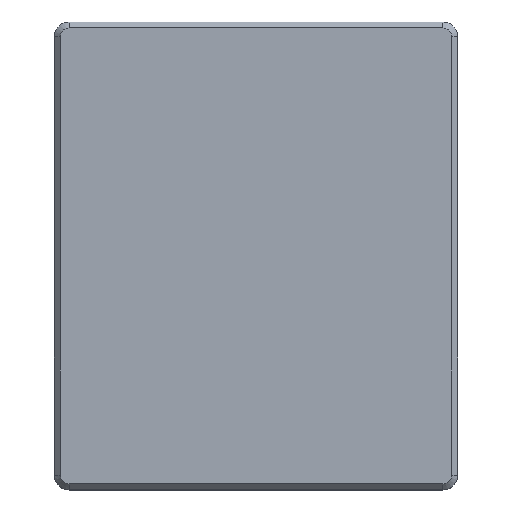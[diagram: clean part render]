
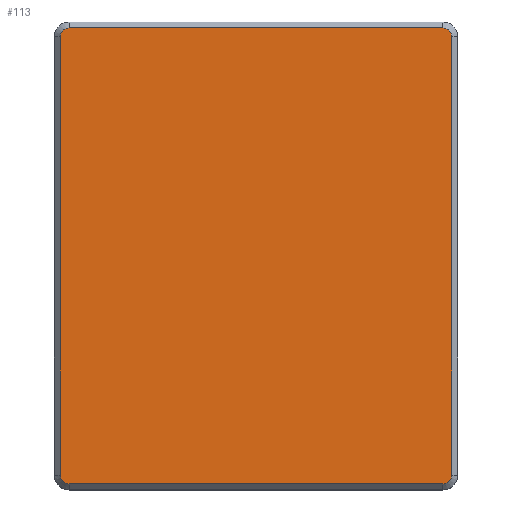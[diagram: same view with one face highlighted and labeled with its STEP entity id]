
A CAD part, top view. The second image highlights one B-rep face of the part: STEP entity #113.
In plain terms, the highlighted planar face has unit normal (0, 0, 1).
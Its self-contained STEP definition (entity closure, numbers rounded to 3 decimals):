
#9 = EDGE_LOOP ( 'NONE', ( #992, #139, #185, #1226, #157, #100, #727, #967 ) ) ;
#13 = LINE ( 'NONE', #1139, #877 ) ;
#26 = VECTOR ( 'NONE', #1191, 1000. ) ;
#43 = LINE ( 'NONE', #625, #898 ) ;
#47 = DIRECTION ( 'NONE',  ( 0., 1., 0. ) ) ;
#50 = CARTESIAN_POINT ( 'NONE',  ( -6.337, 7.731, 62.457 ) ) ;
#58 = CARTESIAN_POINT ( 'NONE',  ( -6.337, 7.431, 62.457 ) ) ;
#100 = ORIENTED_EDGE ( 'NONE', *, *, #328, .T. ) ;
#113 = ADVANCED_FACE ( 'NONE', ( #483 ), #649, .T. ) ;
#136 = EDGE_CURVE ( 'NONE', #948, #408, #13, .T. ) ;
#139 = ORIENTED_EDGE ( 'NONE', *, *, #285, .T. ) ;
#157 = ORIENTED_EDGE ( 'NONE', *, *, #731, .T. ) ;
#168 = LINE ( 'NONE', #1106, #26 ) ;
#179 = VERTEX_POINT ( 'NONE', #983 ) ;
#185 = ORIENTED_EDGE ( 'NONE', *, *, #320, .T. ) ;
#187 = VERTEX_POINT ( 'NONE', #702 ) ;
#271 = CARTESIAN_POINT ( 'NONE',  ( 6.637, 7.431, 62.457 ) ) ;
#285 = EDGE_CURVE ( 'NONE', #179, #836, #692, .T. ) ;
#320 = EDGE_CURVE ( 'NONE', #836, #821, #401, .T. ) ;
#328 = EDGE_CURVE ( 'NONE', #703, #931, #168, .T. ) ;
#380 = AXIS2_PLACEMENT_3D ( 'NONE', #720, #815, #533 ) ;
#397 = EDGE_CURVE ( 'NONE', #821, #187, #43, .T. ) ;
#401 = CIRCLE ( 'NONE', #380, 0.3 ) ;
#408 = VERTEX_POINT ( 'NONE', #50 ) ;
#410 = CARTESIAN_POINT ( 'NONE',  ( 6.637, -7.431, 62.457 ) ) ;
#440 = CARTESIAN_POINT ( 'NONE',  ( -6.637, -7.431, 62.457 ) ) ;
#471 = CARTESIAN_POINT ( 'NONE',  ( 6.337, 7.731, 62.457 ) ) ;
#483 = FACE_OUTER_BOUND ( 'NONE', #9, .T. ) ;
#533 = DIRECTION ( 'NONE',  ( 0., 1., 0. ) ) ;
#539 = AXIS2_PLACEMENT_3D ( 'NONE', #656, #756, #1036 ) ;
#573 = DIRECTION ( 'NONE',  ( -1., 0., 0. ) ) ;
#597 = DIRECTION ( 'NONE',  ( 0., -1., 0. ) ) ;
#625 = CARTESIAN_POINT ( 'NONE',  ( -0.111, -7.731, 62.457 ) ) ;
#637 = DIRECTION ( 'NONE',  ( 0., 0., 1. ) ) ;
#649 = PLANE ( 'NONE',  #539 ) ;
#656 = CARTESIAN_POINT ( 'NONE',  ( -0.111, 0.039, 62.457 ) ) ;
#692 = LINE ( 'NONE', #1075, #1180 ) ;
#702 = CARTESIAN_POINT ( 'NONE',  ( 6.337, -7.731, 62.457 ) ) ;
#703 = VERTEX_POINT ( 'NONE', #410 ) ;
#720 = CARTESIAN_POINT ( 'NONE',  ( -6.337, -7.431, 62.457 ) ) ;
#721 = CIRCLE ( 'NONE', #1066, 0.3 ) ;
#727 = ORIENTED_EDGE ( 'NONE', *, *, #965, .T. ) ;
#731 = EDGE_CURVE ( 'NONE', #187, #703, #903, .T. ) ;
#756 = DIRECTION ( 'NONE',  ( 0., 0., 1. ) ) ;
#762 = DIRECTION ( 'NONE',  ( -1., 0., 0. ) ) ;
#784 = AXIS2_PLACEMENT_3D ( 'NONE', #58, #899, #47 ) ;
#794 = DIRECTION ( 'NONE',  ( 0., 0., 1. ) ) ;
#815 = DIRECTION ( 'NONE',  ( 0., 0., 1. ) ) ;
#821 = VERTEX_POINT ( 'NONE', #919 ) ;
#836 = VERTEX_POINT ( 'NONE', #440 ) ;
#877 = VECTOR ( 'NONE', #762, 1000. ) ;
#898 = VECTOR ( 'NONE', #915, 1000. ) ;
#899 = DIRECTION ( 'NONE',  ( 0., 0., 1. ) ) ;
#903 = CIRCLE ( 'NONE', #1185, 0.3 ) ;
#915 = DIRECTION ( 'NONE',  ( 1., 0., 0. ) ) ;
#919 = CARTESIAN_POINT ( 'NONE',  ( -6.337, -7.731, 62.457 ) ) ;
#931 = VERTEX_POINT ( 'NONE', #271 ) ;
#948 = VERTEX_POINT ( 'NONE', #471 ) ;
#962 = CIRCLE ( 'NONE', #784, 0.3 ) ;
#965 = EDGE_CURVE ( 'NONE', #931, #948, #721, .T. ) ;
#967 = ORIENTED_EDGE ( 'NONE', *, *, #136, .T. ) ;
#969 = CARTESIAN_POINT ( 'NONE',  ( 6.337, -7.431, 62.457 ) ) ;
#983 = CARTESIAN_POINT ( 'NONE',  ( -6.637, 7.431, 62.457 ) ) ;
#992 = ORIENTED_EDGE ( 'NONE', *, *, #1157, .T. ) ;
#1033 = CARTESIAN_POINT ( 'NONE',  ( 6.337, 7.431, 62.457 ) ) ;
#1036 = DIRECTION ( 'NONE',  ( 1., 0., 0. ) ) ;
#1066 = AXIS2_PLACEMENT_3D ( 'NONE', #1033, #637, #573 ) ;
#1075 = CARTESIAN_POINT ( 'NONE',  ( -6.637, 0.039, 62.457 ) ) ;
#1106 = CARTESIAN_POINT ( 'NONE',  ( 6.637, 0.039, 62.457 ) ) ;
#1139 = CARTESIAN_POINT ( 'NONE',  ( -0.111, 7.731, 62.457 ) ) ;
#1157 = EDGE_CURVE ( 'NONE', #408, #179, #962, .T. ) ;
#1162 = DIRECTION ( 'NONE',  ( -1., 0., 0. ) ) ;
#1180 = VECTOR ( 'NONE', #597, 1000. ) ;
#1185 = AXIS2_PLACEMENT_3D ( 'NONE', #969, #794, #1162 ) ;
#1191 = DIRECTION ( 'NONE',  ( 0., 1., 0. ) ) ;
#1226 = ORIENTED_EDGE ( 'NONE', *, *, #397, .T. ) ;
